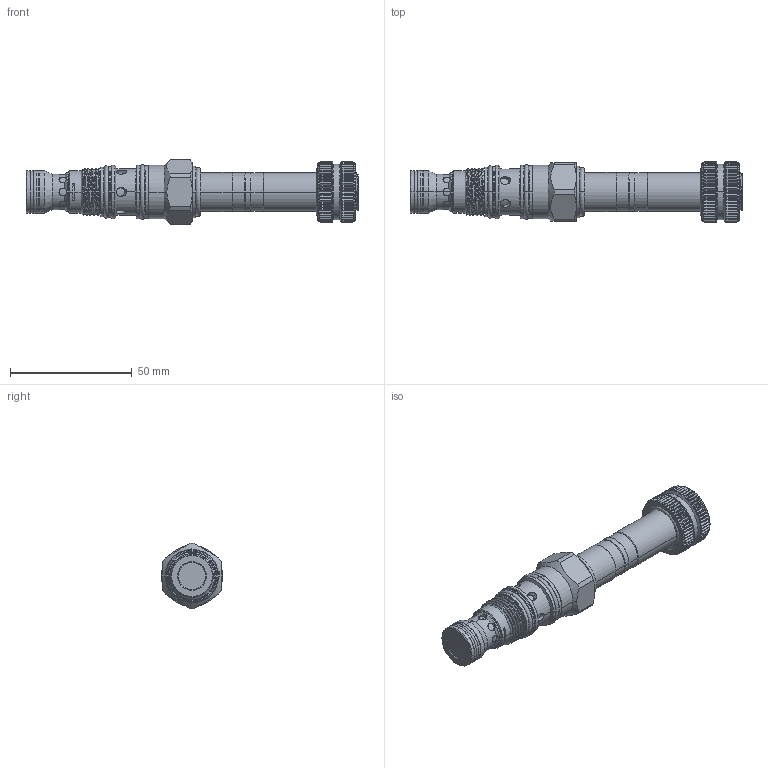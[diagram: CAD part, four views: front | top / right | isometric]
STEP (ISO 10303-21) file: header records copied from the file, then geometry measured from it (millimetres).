
FILE_DESCRIPTION (( 'STEP AP203' ), '1' );
FILE_NAME ('EP11A3C53P04.STEP', '2024-12-11T03:49:35', ( '' ), ( '' ), 'SwSTEP 2.0', 'SolidWorks 2018', '' );
FILE_SCHEMA (( 'CONFIG_CONTROL_DESIGN' ));
Products named in the file (1): EP11A3C53P04
Bounding box: 136.15 x 25 x 26.69 mm (x, y, z)
Volume: 39137 mm3; surface area: 11418.1 mm2
Topology: 1 solids, 1 shells, 1020 faces, 2668 edges, 1680 vertices
Faces by surface type: cylinder 465, plane 374, cone 157, torus 15, bspline 9
Entity records: 37428 total; most frequent: CARTESIAN_POINT 13283, ORIENTED_EDGE 5336, DIRECTION 4754, EDGE_CURVE 2668, AXIS2_PLACEMENT_3D 1895, VERTEX_POINT 1680, EDGE_LOOP 1050, ADVANCED_FACE 1020
